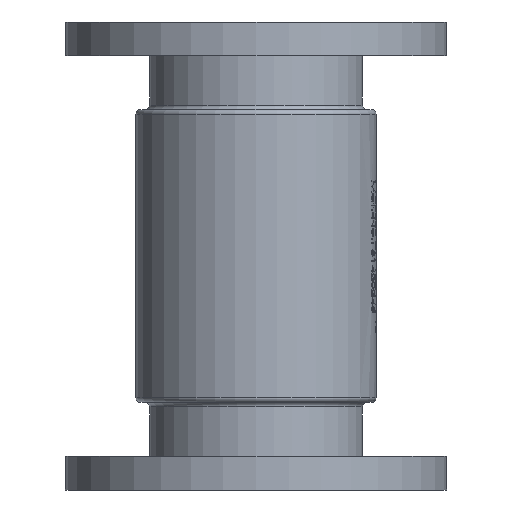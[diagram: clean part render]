
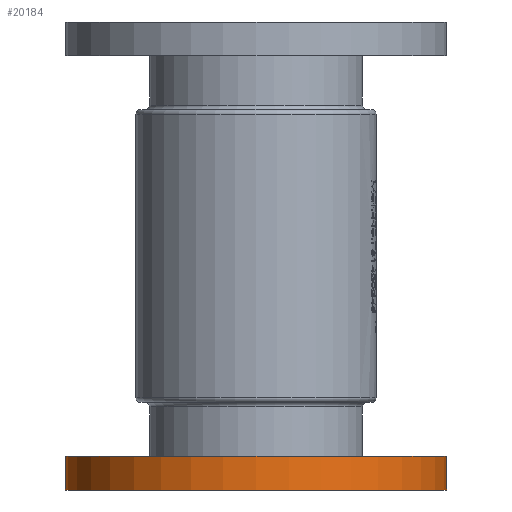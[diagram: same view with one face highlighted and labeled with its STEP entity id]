
A CAD part, front view. The second image highlights one B-rep face of the part: STEP entity #20184.
In plain terms, the highlighted cylindrical face has radius 125 mm (diameter 250 mm), a partial arc.
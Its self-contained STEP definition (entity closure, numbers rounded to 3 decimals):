
#29 = AXIS2_PLACEMENT_3D ( 'NONE', #17985, #348, #11543 ) ;
#348 = DIRECTION ( 'NONE',  ( 0., 0., -1. ) ) ;
#1637 = DIRECTION ( 'NONE',  ( 0., 0., -1. ) ) ;
#2341 = DIRECTION ( 'NONE',  ( 1., 0., 0. ) ) ;
#2712 = CARTESIAN_POINT ( 'NONE',  ( -125., 0., -285. ) ) ;
#3536 = CARTESIAN_POINT ( 'NONE',  ( -125., 0., -307. ) ) ;
#3709 = VERTEX_POINT ( 'NONE', #3536 ) ;
#3713 = FACE_OUTER_BOUND ( 'NONE', #13371, .T. ) ;
#4174 = AXIS2_PLACEMENT_3D ( 'NONE', #4547, #26337, #2341 ) ;
#4362 = LINE ( 'NONE', #15162, #13137 ) ;
#4547 = CARTESIAN_POINT ( 'NONE',  ( 0., 0., -307. ) ) ;
#4933 = VERTEX_POINT ( 'NONE', #19832 ) ;
#5836 = CIRCLE ( 'NONE', #15719, 125. ) ;
#6453 = VERTEX_POINT ( 'NONE', #7261 ) ;
#7153 = ORIENTED_EDGE ( 'NONE', *, *, #27588, .F. ) ;
#7261 = CARTESIAN_POINT ( 'NONE',  ( 125., 0., -307. ) ) ;
#7893 = EDGE_CURVE ( 'NONE', #3709, #6453, #25798, .T. ) ;
#8688 = LINE ( 'NONE', #17651, #18368 ) ;
#11182 = EDGE_CURVE ( 'NONE', #26953, #3709, #8688, .T. ) ;
#11543 = DIRECTION ( 'NONE',  ( 1., 0., 0. ) ) ;
#12714 = CYLINDRICAL_SURFACE ( 'NONE', #29, 125. ) ;
#13137 = VECTOR ( 'NONE', #1637, 1000. ) ;
#13371 = EDGE_LOOP ( 'NONE', ( #7153, #17244, #25487, #22628 ) ) ;
#15162 = CARTESIAN_POINT ( 'NONE',  ( 125., 0., -307. ) ) ;
#15719 = AXIS2_PLACEMENT_3D ( 'NONE', #21134, #23615, #16718 ) ;
#16718 = DIRECTION ( 'NONE',  ( 1., 0., 0. ) ) ;
#17244 = ORIENTED_EDGE ( 'NONE', *, *, #11182, .T. ) ;
#17651 = CARTESIAN_POINT ( 'NONE',  ( -125., 0., -307. ) ) ;
#17985 = CARTESIAN_POINT ( 'NONE',  ( 0., 0., -307. ) ) ;
#18368 = VECTOR ( 'NONE', #20007, 1000. ) ;
#18783 = EDGE_CURVE ( 'NONE', #4933, #6453, #4362, .T. ) ;
#19832 = CARTESIAN_POINT ( 'NONE',  ( 125., 0., -285. ) ) ;
#20007 = DIRECTION ( 'NONE',  ( 0., 0., -1. ) ) ;
#20184 = ADVANCED_FACE ( 'NONE', ( #3713 ), #12714, .T. ) ;
#21134 = CARTESIAN_POINT ( 'NONE',  ( 0., 0., -285. ) ) ;
#22628 = ORIENTED_EDGE ( 'NONE', *, *, #18783, .F. ) ;
#23615 = DIRECTION ( 'NONE',  ( 0., 0., 1. ) ) ;
#25487 = ORIENTED_EDGE ( 'NONE', *, *, #7893, .T. ) ;
#25798 = CIRCLE ( 'NONE', #4174, 125. ) ;
#26337 = DIRECTION ( 'NONE',  ( 0., 0., 1. ) ) ;
#26953 = VERTEX_POINT ( 'NONE', #2712 ) ;
#27588 = EDGE_CURVE ( 'NONE', #26953, #4933, #5836, .T. ) ;
